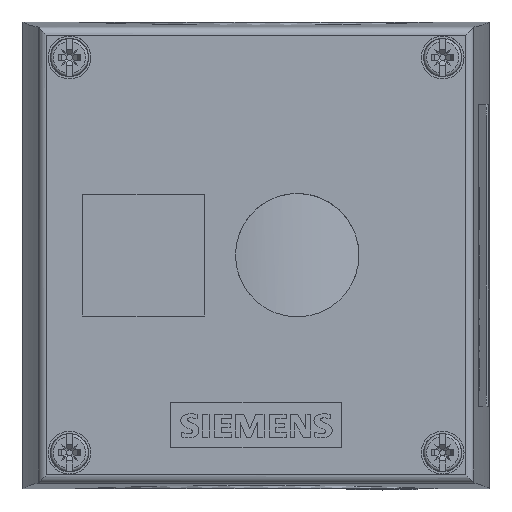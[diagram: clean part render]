
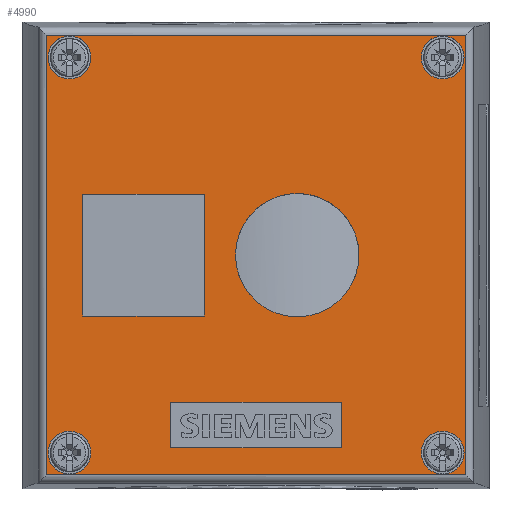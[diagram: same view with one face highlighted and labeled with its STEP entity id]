
A CAD part, top view. The second image highlights one B-rep face of the part: STEP entity #4990.
In plain terms, the highlighted planar face has unit normal (0, 0, 1).
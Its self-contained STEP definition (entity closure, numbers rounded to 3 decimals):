
#4990=ADVANCED_FACE('',(#11154,#11155,#11156,#11157,#11158,#11159,#11160,#11161),#11162,.T.);
#11154=FACE_OUTER_BOUND('',#18136,.T.);
#11155=FACE_BOUND('',#18137,.T.);
#11156=FACE_BOUND('',#18138,.T.);
#11157=FACE_BOUND('',#18139,.T.);
#11158=FACE_BOUND('',#18140,.T.);
#11159=FACE_BOUND('',#18141,.T.);
#11160=FACE_BOUND('',#18142,.T.);
#11161=FACE_BOUND('',#18143,.T.);
#11162=PLANE('',#18144);
#18136=EDGE_LOOP('',(#38708,#38709,#38710,#38711));
#18137=EDGE_LOOP('',(#38712,#38713));
#18138=EDGE_LOOP('',(#38714,#38715));
#18139=EDGE_LOOP('',(#38716,#38717));
#18140=EDGE_LOOP('',(#38718,#38719));
#18141=EDGE_LOOP('',(#38720,#38721,#38722,#38723));
#18142=EDGE_LOOP('',(#38724,#38725,#38726,#38727));
#18143=EDGE_LOOP('',(#38728,#38729));
#18144=AXIS2_PLACEMENT_3D('',#38730,#38731,#38732);
#38708=ORIENTED_EDGE('',*,*,#43800,.T.);
#38709=ORIENTED_EDGE('',*,*,#43796,.F.);
#38710=ORIENTED_EDGE('',*,*,#43803,.F.);
#38711=ORIENTED_EDGE('',*,*,#43804,.F.);
#38712=ORIENTED_EDGE('',*,*,#40055,.T.);
#38713=ORIENTED_EDGE('',*,*,#43354,.T.);
#38714=ORIENTED_EDGE('',*,*,#40050,.T.);
#38715=ORIENTED_EDGE('',*,*,#43358,.T.);
#38716=ORIENTED_EDGE('',*,*,#40045,.T.);
#38717=ORIENTED_EDGE('',*,*,#43362,.T.);
#38718=ORIENTED_EDGE('',*,*,#40040,.T.);
#38719=ORIENTED_EDGE('',*,*,#43366,.T.);
#38720=ORIENTED_EDGE('',*,*,#43747,.T.);
#38721=ORIENTED_EDGE('',*,*,#43756,.T.);
#38722=ORIENTED_EDGE('',*,*,#43753,.T.);
#38723=ORIENTED_EDGE('',*,*,#43750,.T.);
#38724=ORIENTED_EDGE('',*,*,#43782,.T.);
#38725=ORIENTED_EDGE('',*,*,#43790,.T.);
#38726=ORIENTED_EDGE('',*,*,#43788,.T.);
#38727=ORIENTED_EDGE('',*,*,#43785,.T.);
#38728=ORIENTED_EDGE('',*,*,#40035,.T.);
#38729=ORIENTED_EDGE('',*,*,#43792,.T.);
#38730=CARTESIAN_POINT('',(42.537,85.2,64.0));
#38731=DIRECTION('',(0.0,0.0,1.0));
#38732=DIRECTION('',(1.0,0.0,0.0));
#40035=EDGE_CURVE('',#43907,#43911,#43913,.T.);
#40040=EDGE_CURVE('',#43916,#43920,#43922,.T.);
#40045=EDGE_CURVE('',#43925,#43929,#43931,.T.);
#40050=EDGE_CURVE('',#43934,#43938,#43940,.T.);
#40055=EDGE_CURVE('',#43943,#43947,#43949,.T.);
#43354=EDGE_CURVE('',#43947,#43943,#48663,.T.);
#43358=EDGE_CURVE('',#43938,#43934,#48667,.T.);
#43362=EDGE_CURVE('',#43929,#43925,#48671,.T.);
#43366=EDGE_CURVE('',#43920,#43916,#48675,.T.);
#43747=EDGE_CURVE('',#49243,#49241,#49244,.T.);
#43750=EDGE_CURVE('',#49247,#49243,#49248,.T.);
#43753=EDGE_CURVE('',#49251,#49247,#49252,.T.);
#43756=EDGE_CURVE('',#49241,#49251,#49255,.T.);
#43782=EDGE_CURVE('',#49291,#49293,#49295,.T.);
#43785=EDGE_CURVE('',#49297,#49291,#49299,.T.);
#43788=EDGE_CURVE('',#49301,#49297,#49303,.T.);
#43790=EDGE_CURVE('',#49293,#49301,#49305,.T.);
#43792=EDGE_CURVE('',#43911,#43907,#49307,.T.);
#43796=EDGE_CURVE('',#49311,#49313,#49314,.T.);
#43800=EDGE_CURVE('',#49318,#49313,#49319,.T.);
#43803=EDGE_CURVE('',#49322,#49311,#49323,.T.);
#43804=EDGE_CURVE('',#49318,#49322,#49324,.T.);
#43907=VERTEX_POINT('',#49523);
#43911=VERTEX_POINT('',#49561);
#43913=CIRCLE('',#49564,11.25);
#43916=VERTEX_POINT('',#49567);
#43920=VERTEX_POINT('',#49572);
#43922=CIRCLE('',#49575,3.9);
#43925=VERTEX_POINT('',#49578);
#43929=VERTEX_POINT('',#49583);
#43931=CIRCLE('',#49586,3.9);
#43934=VERTEX_POINT('',#49589);
#43938=VERTEX_POINT('',#49594);
#43940=CIRCLE('',#49597,3.9);
#43943=VERTEX_POINT('',#49600);
#43947=VERTEX_POINT('',#49605);
#43949=CIRCLE('',#49608,3.9);
#48663=CIRCLE('',#57026,3.9);
#48667=CIRCLE('',#57030,3.9);
#48671=CIRCLE('',#57034,3.9);
#48675=CIRCLE('',#57038,3.9);
#49241=VERTEX_POINT('',#57813);
#49243=VERTEX_POINT('',#57816);
#49244=LINE('',#57817,#57818);
#49247=VERTEX_POINT('',#57822);
#49248=LINE('',#57823,#57824);
#49251=VERTEX_POINT('',#57828);
#49252=LINE('',#57829,#57830);
#49255=LINE('',#57834,#57835);
#49291=VERTEX_POINT('',#57885);
#49293=VERTEX_POINT('',#57888);
#49295=LINE('',#57891,#57892);
#49297=VERTEX_POINT('',#57894);
#49299=LINE('',#57897,#57898);
#49301=VERTEX_POINT('',#57900);
#49303=LINE('',#57903,#57904);
#49305=LINE('',#57906,#57907);
#49307=CIRCLE('',#57909,11.25);
#49311=VERTEX_POINT('',#57916);
#49313=VERTEX_POINT('',#57918);
#49314=LINE('',#57919,#57920);
#49318=VERTEX_POINT('',#57924);
#49319=LINE('',#57925,#57926);
#49322=VERTEX_POINT('',#57929);
#49323=LINE('',#57930,#57931);
#49324=LINE('',#57932,#57933);
#49523=CARTESIAN_POINT('',(61.288,42.7,64.0));
#49561=CARTESIAN_POINT('',(38.788,42.7,64.0));
#49564=AXIS2_PLACEMENT_3D('',#58119,#58120,#58121);
#49567=CARTESIAN_POINT('',(12.438,6.7,64.0));
#49572=CARTESIAN_POINT('',(4.638,6.7,64.0));
#49575=AXIS2_PLACEMENT_3D('',#58127,#58128,#58129);
#49578=CARTESIAN_POINT('',(12.438,78.7,64.0));
#49583=CARTESIAN_POINT('',(4.638,78.7,64.0));
#49586=AXIS2_PLACEMENT_3D('',#58135,#58136,#58137);
#49589=CARTESIAN_POINT('',(80.438,6.7,64.0));
#49594=CARTESIAN_POINT('',(72.638,6.7,64.0));
#49597=AXIS2_PLACEMENT_3D('',#58143,#58144,#58145);
#49600=CARTESIAN_POINT('',(80.438,78.7,64.0));
#49605=CARTESIAN_POINT('',(72.638,78.7,64.0));
#49608=AXIS2_PLACEMENT_3D('',#58151,#58152,#58153);
#57026=AXIS2_PLACEMENT_3D('',#60704,#60705,#60706);
#57030=AXIS2_PLACEMENT_3D('',#60710,#60711,#60712);
#57034=AXIS2_PLACEMENT_3D('',#60716,#60717,#60718);
#57038=AXIS2_PLACEMENT_3D('',#60722,#60723,#60724);
#57813=CARTESIAN_POINT('',(58.088,7.55,64.0));
#57816=CARTESIAN_POINT('',(58.088,15.85,64.0));
#57817=CARTESIAN_POINT('',(58.088,48.45,64.0));
#57818=VECTOR('',#61142,1.0);
#57822=CARTESIAN_POINT('',(26.988,15.85,64.0));
#57823=CARTESIAN_POINT('',(42.537,15.85,64.0));
#57824=VECTOR('',#61144,1.0);
#57828=CARTESIAN_POINT('',(26.988,7.55,64.0));
#57829=CARTESIAN_POINT('',(26.988,48.45,64.0));
#57830=VECTOR('',#61146,1.0);
#57834=CARTESIAN_POINT('',(42.537,7.55,64.0));
#57835=VECTOR('',#61148,1.0);
#57885=CARTESIAN_POINT('',(10.938,53.8,64.0));
#57888=CARTESIAN_POINT('',(33.138,53.8,64.0));
#57891=CARTESIAN_POINT('',(32.287,53.8,64.0));
#57892=VECTOR('',#61171,1.0);
#57894=CARTESIAN_POINT('',(10.938,31.6,64.0));
#57897=CARTESIAN_POINT('',(10.938,63.95,64.0));
#57898=VECTOR('',#61173,1.0);
#57900=CARTESIAN_POINT('',(33.138,31.6,64.0));
#57903=CARTESIAN_POINT('',(32.287,31.6,64.0));
#57904=VECTOR('',#61175,1.0);
#57906=CARTESIAN_POINT('',(33.138,63.95,64.0));
#57907=VECTOR('',#61176,1.0);
#57909=AXIS2_PLACEMENT_3D('',#61177,#61178,#61179);
#57916=CARTESIAN_POINT('',(80.714,2.656,64.0));
#57918=CARTESIAN_POINT('',(4.361,2.656,64.0));
#57919=CARTESIAN_POINT('',(42.537,2.656,64.0));
#57920=VECTOR('',#61183,1.0);
#57924=CARTESIAN_POINT('',(4.361,82.744,64.0));
#57925=CARTESIAN_POINT('',(4.361,85.2,64.0));
#57926=VECTOR('',#61187,1.0);
#57929=CARTESIAN_POINT('',(80.714,82.744,64.0));
#57930=CARTESIAN_POINT('',(80.714,85.2,64.0));
#57931=VECTOR('',#61191,1.0);
#57932=CARTESIAN_POINT('',(42.537,82.744,64.0));
#57933=VECTOR('',#61192,1.0);
#58119=CARTESIAN_POINT('',(50.038,42.7,64.0));
#58120=DIRECTION('',(0.0,0.0,-1.0));
#58121=DIRECTION('',(1.0,0.0,0.0));
#58127=CARTESIAN_POINT('',(8.538,6.7,64.0));
#58128=DIRECTION('',(0.0,0.0,-1.0));
#58129=DIRECTION('',(1.0,0.0,0.0));
#58135=CARTESIAN_POINT('',(8.538,78.7,64.0));
#58136=DIRECTION('',(0.0,0.0,-1.0));
#58137=DIRECTION('',(1.0,0.0,0.0));
#58143=CARTESIAN_POINT('',(76.538,6.7,64.0));
#58144=DIRECTION('',(0.0,0.0,-1.0));
#58145=DIRECTION('',(1.0,0.0,0.0));
#58151=CARTESIAN_POINT('',(76.538,78.7,64.0));
#58152=DIRECTION('',(0.0,0.0,-1.0));
#58153=DIRECTION('',(1.0,0.0,0.0));
#60704=CARTESIAN_POINT('',(76.538,78.7,64.0));
#60705=DIRECTION('',(0.0,0.0,-1.0));
#60706=DIRECTION('',(1.0,0.0,0.0));
#60710=CARTESIAN_POINT('',(76.538,6.7,64.0));
#60711=DIRECTION('',(0.0,0.0,-1.0));
#60712=DIRECTION('',(1.0,0.0,0.0));
#60716=CARTESIAN_POINT('',(8.538,78.7,64.0));
#60717=DIRECTION('',(0.0,0.0,-1.0));
#60718=DIRECTION('',(1.0,0.0,0.0));
#60722=CARTESIAN_POINT('',(8.538,6.7,64.0));
#60723=DIRECTION('',(0.0,0.0,-1.0));
#60724=DIRECTION('',(1.0,0.0,0.0));
#61142=DIRECTION('',(0.0,-1.0,0.0));
#61144=DIRECTION('',(1.0,0.0,0.0));
#61146=DIRECTION('',(0.0,1.0,0.0));
#61148=DIRECTION('',(-1.0,0.0,0.0));
#61171=DIRECTION('',(1.0,0.0,0.0));
#61173=DIRECTION('',(0.0,1.0,0.0));
#61175=DIRECTION('',(-1.0,0.0,0.0));
#61176=DIRECTION('',(0.0,-1.0,0.0));
#61177=CARTESIAN_POINT('',(50.038,42.7,64.0));
#61178=DIRECTION('',(0.0,0.0,-1.0));
#61179=DIRECTION('',(1.0,0.0,0.0));
#61183=DIRECTION('',(-1.0,0.0,0.0));
#61187=DIRECTION('',(0.0,-1.0,0.0));
#61191=DIRECTION('',(0.0,-1.0,0.0));
#61192=DIRECTION('',(1.0,0.0,0.0));
